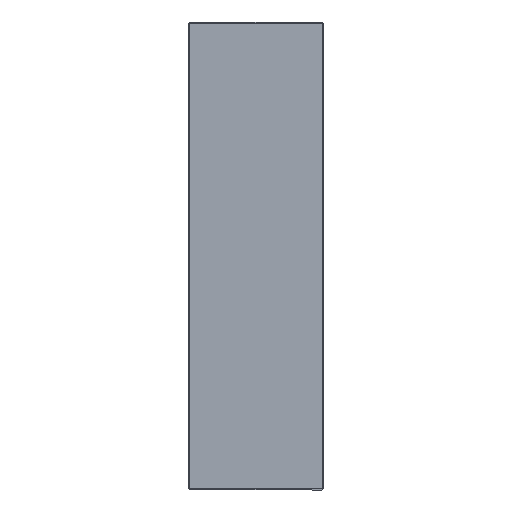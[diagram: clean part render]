
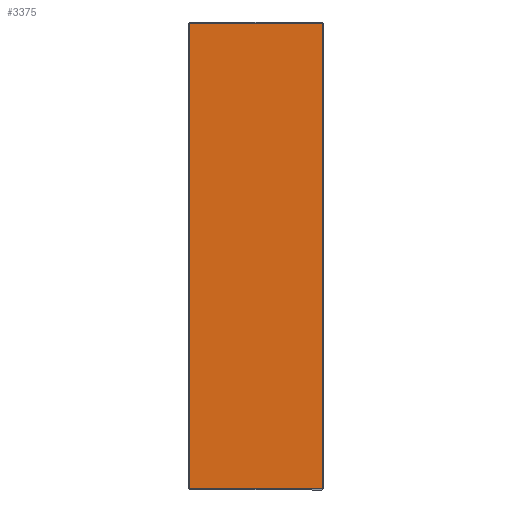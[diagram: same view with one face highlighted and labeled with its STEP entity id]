
A CAD part, left-side view. The second image highlights one B-rep face of the part: STEP entity #3375.
In plain terms, the highlighted face is planar.
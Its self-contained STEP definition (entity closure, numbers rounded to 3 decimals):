
#21 = LINE ( 'NONE', #564, #5994 ) ;
#564 = CARTESIAN_POINT ( 'NONE',  ( 345., 0., 98. ) ) ;
#950 = VERTEX_POINT ( 'NONE', #3960 ) ;
#1094 = ORIENTED_EDGE ( 'NONE', *, *, #5260, .T. ) ;
#1479 = CARTESIAN_POINT ( 'NONE',  ( -345., 0., -98. ) ) ;
#1816 = VERTEX_POINT ( 'NONE', #5697 ) ;
#2091 = ORIENTED_EDGE ( 'NONE', *, *, #2469, .T. ) ;
#2203 = EDGE_CURVE ( 'NONE', #950, #1816, #5295, .T. ) ;
#2372 = CARTESIAN_POINT ( 'NONE',  ( 345., 0., 100. ) ) ;
#2469 = EDGE_CURVE ( 'NONE', #6287, #4868, #21, .T. ) ;
#2478 = VECTOR ( 'NONE', #4773, 1000. ) ;
#2655 = VECTOR ( 'NONE', #3550, 1000. ) ;
#2739 = VECTOR ( 'NONE', #2752, 1000. ) ;
#2752 = DIRECTION ( 'NONE',  ( 0., 0., 1. ) ) ;
#2986 = PLANE ( 'NONE',  #8194 ) ;
#3149 = CARTESIAN_POINT ( 'NONE',  ( -345., 0., 98. ) ) ;
#3375 = ADVANCED_FACE ( 'NONE', ( #6857 ), #2986, .T. ) ;
#3550 = DIRECTION ( 'NONE',  ( 0., 0., -1. ) ) ;
#3834 = DIRECTION ( 'NONE',  ( 0., 0., 1. ) ) ;
#3960 = CARTESIAN_POINT ( 'NONE',  ( 345., 0., -98. ) ) ;
#4050 = ORIENTED_EDGE ( 'NONE', *, *, #4109, .T. ) ;
#4109 = EDGE_CURVE ( 'NONE', #4868, #950, #5460, .T. ) ;
#4773 = DIRECTION ( 'NONE',  ( -1., 0., 0. ) ) ;
#4868 = VERTEX_POINT ( 'NONE', #5571 ) ;
#4988 = ORIENTED_EDGE ( 'NONE', *, *, #2203, .T. ) ;
#5260 = EDGE_CURVE ( 'NONE', #1816, #6287, #6634, .T. ) ;
#5295 = LINE ( 'NONE', #1479, #2478 ) ;
#5460 = LINE ( 'NONE', #2372, #2655 ) ;
#5571 = CARTESIAN_POINT ( 'NONE',  ( 345., 0., 98. ) ) ;
#5575 = CARTESIAN_POINT ( 'NONE',  ( 0., 0., 0. ) ) ;
#5697 = CARTESIAN_POINT ( 'NONE',  ( -345., 0., -98. ) ) ;
#5828 = DIRECTION ( 'NONE',  ( 1., 0., 0. ) ) ;
#5864 = DIRECTION ( 'NONE',  ( 0., 1., 0. ) ) ;
#5994 = VECTOR ( 'NONE', #5828, 1000. ) ;
#6028 = CARTESIAN_POINT ( 'NONE',  ( -345., 0., 100. ) ) ;
#6287 = VERTEX_POINT ( 'NONE', #3149 ) ;
#6634 = LINE ( 'NONE', #6028, #2739 ) ;
#6857 = FACE_OUTER_BOUND ( 'NONE', #7279, .T. ) ;
#7279 = EDGE_LOOP ( 'NONE', ( #4050, #4988, #1094, #2091 ) ) ;
#8194 = AXIS2_PLACEMENT_3D ( 'NONE', #5575, #5864, #3834 ) ;
